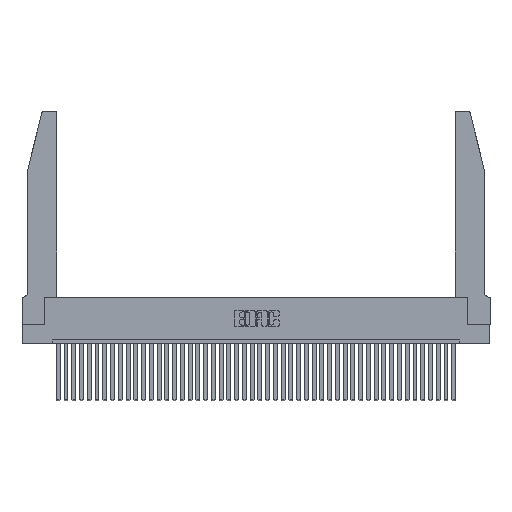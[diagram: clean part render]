
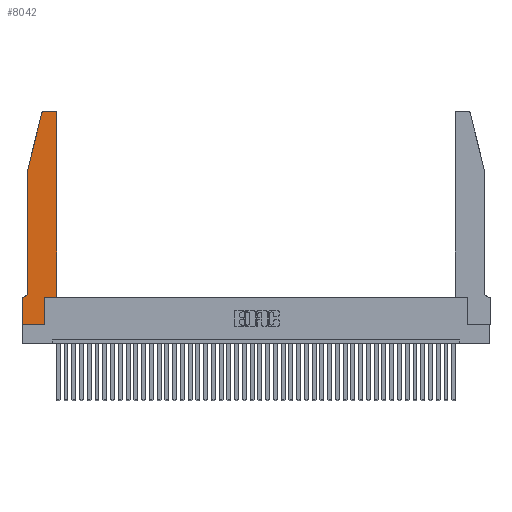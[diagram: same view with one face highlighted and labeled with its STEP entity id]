
A CAD part, top view. The second image highlights one B-rep face of the part: STEP entity #8042.
In plain terms, the highlighted planar face has unit normal (0, 0, 1).
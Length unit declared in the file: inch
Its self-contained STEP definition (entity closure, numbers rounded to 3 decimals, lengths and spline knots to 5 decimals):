
#177 = DIRECTION ( 'NONE',  ( 0., 1., 0. ) ) ;
#182 = VECTOR ( 'NONE', #41020, 39.37008 ) ;
#1677 = CARTESIAN_POINT ( 'NONE',  ( 0.0755, 0.35, 0.37 ) ) ;
#1695 = CARTESIAN_POINT ( 'NONE',  ( 0.0055, 0.42, 0.37 ) ) ;
#2832 = CARTESIAN_POINT ( 'NONE',  ( 0., 0., 0.37 ) ) ;
#3038 = CARTESIAN_POINT ( 'NONE',  ( 0.2865, 0.35, 0.37 ) ) ;
#3236 = DIRECTION ( 'NONE',  ( 0., -1., 0. ) ) ;
#3640 = CARTESIAN_POINT ( 'NONE',  ( 0.4505, 0.35, 0.37 ) ) ;
#4781 = DIRECTION ( 'NONE',  ( -1., 0., 0. ) ) ;
#4984 = ORIENTED_EDGE ( 'NONE', *, *, #20386, .T. ) ;
#5637 = VECTOR ( 'NONE', #177, 39.37008 ) ;
#5705 = CARTESIAN_POINT ( 'NONE',  ( 0.4505, 0.35, 0.37 ) ) ;
#6417 = CARTESIAN_POINT ( 'NONE',  ( 0.0755, 0.42, 0.37 ) ) ;
#6524 = ORIENTED_EDGE ( 'NONE', *, *, #31291, .T. ) ;
#6697 = VERTEX_POINT ( 'NONE', #27704 ) ;
#7112 = VECTOR ( 'NONE', #18434, 39.37008 ) ;
#7121 = PLANE ( 'NONE',  #33338 ) ;
#7466 = EDGE_CURVE ( 'NONE', #36059, #12886, #14798, .T. ) ;
#7542 = CARTESIAN_POINT ( 'NONE',  ( 0.0055, 0.35, 0.37 ) ) ;
#7696 = EDGE_CURVE ( 'NONE', #11138, #10181, #8704, .T. ) ;
#8042 = ADVANCED_FACE ( 'NONE', ( #17898 ), #7121, .T. ) ;
#8359 = CARTESIAN_POINT ( 'NONE',  ( 0.284, 2.75, 0.37 ) ) ;
#8704 = CIRCLE ( 'NONE', #9258, 0.03 ) ;
#9141 = DIRECTION ( 'NONE',  ( 0., 0., 1. ) ) ;
#9258 = AXIS2_PLACEMENT_3D ( 'NONE', #28600, #9141, #35430 ) ;
#10181 = VERTEX_POINT ( 'NONE', #18033 ) ;
#10652 = ORIENTED_EDGE ( 'NONE', *, *, #40995, .T. ) ;
#10779 = ORIENTED_EDGE ( 'NONE', *, *, #33632, .T. ) ;
#11138 = VERTEX_POINT ( 'NONE', #19469 ) ;
#11314 = ORIENTED_EDGE ( 'NONE', *, *, #37804, .T. ) ;
#11354 = CARTESIAN_POINT ( 'NONE',  ( 0., 0., 0.37 ) ) ;
#11363 = ORIENTED_EDGE ( 'NONE', *, *, #30798, .T. ) ;
#12856 = CARTESIAN_POINT ( 'NONE',  ( 0.284, 2.72, 0.37 ) ) ;
#12886 = VERTEX_POINT ( 'NONE', #41074 ) ;
#13479 = DIRECTION ( 'NONE',  ( 1., 0., 0. ) ) ;
#13665 = DIRECTION ( 'NONE',  ( 1., 0., 0. ) ) ;
#14179 = CARTESIAN_POINT ( 'NONE',  ( 0.2605, 2.75, 0.37 ) ) ;
#14798 = CIRCLE ( 'NONE', #35807, 0.03 ) ;
#14802 = CARTESIAN_POINT ( 'NONE',  ( 0.0755, 2., 0.37 ) ) ;
#15635 = EDGE_CURVE ( 'NONE', #19501, #18667, #35865, .T. ) ;
#15693 = VECTOR ( 'NONE', #4781, 39.37008 ) ;
#15907 = DIRECTION ( 'NONE',  ( -0.239, -0.971, 0. ) ) ;
#16834 = ORIENTED_EDGE ( 'NONE', *, *, #15635, .T. ) ;
#17649 = AXIS2_PLACEMENT_3D ( 'NONE', #1695, #34418, #17875 ) ;
#17875 = DIRECTION ( 'NONE',  ( -1., 0., 0. ) ) ;
#17898 = FACE_OUTER_BOUND ( 'NONE', #30484, .T. ) ;
#18033 = CARTESIAN_POINT ( 'NONE',  ( 0.4205, 2.75, 0.37 ) ) ;
#18292 = LINE ( 'NONE', #3640, #35175 ) ;
#18434 = DIRECTION ( 'NONE',  ( 0., 1., 0. ) ) ;
#18667 = VERTEX_POINT ( 'NONE', #7542 ) ;
#19469 = CARTESIAN_POINT ( 'NONE',  ( 0.4505, 2.72, 0.37 ) ) ;
#19501 = VERTEX_POINT ( 'NONE', #6417 ) ;
#19506 = CARTESIAN_POINT ( 'NONE',  ( 0.0755, 2., 0.37 ) ) ;
#19863 = CARTESIAN_POINT ( 'NONE',  ( 0., 0.35, 0.37 ) ) ;
#20291 = VECTOR ( 'NONE', #23439, 39.37008 ) ;
#20348 = VECTOR ( 'NONE', #31404, 39.37008 ) ;
#20386 = EDGE_CURVE ( 'NONE', #18667, #25080, #42325, .T. ) ;
#20648 = EDGE_CURVE ( 'NONE', #10181, #36059, #29019, .T. ) ;
#22748 = VERTEX_POINT ( 'NONE', #11354 ) ;
#22894 = ORIENTED_EDGE ( 'NONE', *, *, #32471, .T. ) ;
#23439 = DIRECTION ( 'NONE',  ( 1., 0., 0. ) ) ;
#24151 = DIRECTION ( 'NONE',  ( 0., 0., 1. ) ) ;
#24468 = EDGE_CURVE ( 'NONE', #31009, #25491, #31714, .T. ) ;
#24792 = ORIENTED_EDGE ( 'NONE', *, *, #7696, .T. ) ;
#25080 = VERTEX_POINT ( 'NONE', #36679 ) ;
#25491 = VERTEX_POINT ( 'NONE', #3038 ) ;
#26375 = ORIENTED_EDGE ( 'NONE', *, *, #24468, .T. ) ;
#27337 = DIRECTION ( 'NONE',  ( 1., 0., 0. ) ) ;
#27704 = CARTESIAN_POINT ( 'NONE',  ( 0.0755, 2., 0.37 ) ) ;
#28594 = VERTEX_POINT ( 'NONE', #39606 ) ;
#28600 = CARTESIAN_POINT ( 'NONE',  ( 0.4205, 2.72, 0.37 ) ) ;
#28899 = CARTESIAN_POINT ( 'NONE',  ( 0.2865, 0.35, 0.37 ) ) ;
#29019 = LINE ( 'NONE', #14179, #15693 ) ;
#29070 = VECTOR ( 'NONE', #3236, 39.37008 ) ;
#30484 = EDGE_LOOP ( 'NONE', ( #35061, #35902, #10779, #10652, #16834, #4984, #11363, #22894, #26375, #6524, #11314, #24792 ) ) ;
#30798 = EDGE_CURVE ( 'NONE', #25080, #22748, #31604, .T. ) ;
#31009 = VERTEX_POINT ( 'NONE', #38563 ) ;
#31291 = EDGE_CURVE ( 'NONE', #25491, #28594, #18292, .T. ) ;
#31404 = DIRECTION ( 'NONE',  ( -1., 0., 0. ) ) ;
#31604 = LINE ( 'NONE', #2832, #29070 ) ;
#31714 = LINE ( 'NONE', #28899, #5637 ) ;
#31905 = LINE ( 'NONE', #14802, #182 ) ;
#32471 = EDGE_CURVE ( 'NONE', #22748, #31009, #38162, .T. ) ;
#33283 = DIRECTION ( 'NONE',  ( 0., 0., 1. ) ) ;
#33338 = AXIS2_PLACEMENT_3D ( 'NONE', #19863, #33283, #13665 ) ;
#33632 = EDGE_CURVE ( 'NONE', #12886, #6697, #40135, .T. ) ;
#34418 = DIRECTION ( 'NONE',  ( 0., 0., -1. ) ) ;
#35061 = ORIENTED_EDGE ( 'NONE', *, *, #20648, .T. ) ;
#35175 = VECTOR ( 'NONE', #13479, 39.37008 ) ;
#35430 = DIRECTION ( 'NONE',  ( 1., 0., 0. ) ) ;
#35807 = AXIS2_PLACEMENT_3D ( 'NONE', #12856, #24151, #27337 ) ;
#35865 = CIRCLE ( 'NONE', #17649, 0.07 ) ;
#35902 = ORIENTED_EDGE ( 'NONE', *, *, #7466, .T. ) ;
#36059 = VERTEX_POINT ( 'NONE', #8359 ) ;
#36679 = CARTESIAN_POINT ( 'NONE',  ( 0., 0.35, 0.37 ) ) ;
#36984 = CARTESIAN_POINT ( 'NONE',  ( 0., 0., 0.37 ) ) ;
#37804 = EDGE_CURVE ( 'NONE', #28594, #11138, #39380, .T. ) ;
#38162 = LINE ( 'NONE', #36984, #20291 ) ;
#38563 = CARTESIAN_POINT ( 'NONE',  ( 0.2865, 0., 0.37 ) ) ;
#39380 = LINE ( 'NONE', #5705, #7112 ) ;
#39606 = CARTESIAN_POINT ( 'NONE',  ( 0.4505, 0.35, 0.37 ) ) ;
#39618 = VECTOR ( 'NONE', #15907, 39.37008 ) ;
#40135 = LINE ( 'NONE', #19506, #39618 ) ;
#40995 = EDGE_CURVE ( 'NONE', #6697, #19501, #31905, .T. ) ;
#41020 = DIRECTION ( 'NONE',  ( 0., -1., 0. ) ) ;
#41074 = CARTESIAN_POINT ( 'NONE',  ( 0.25487, 2.72718, 0.37 ) ) ;
#42325 = LINE ( 'NONE', #1677, #20348 ) ;
